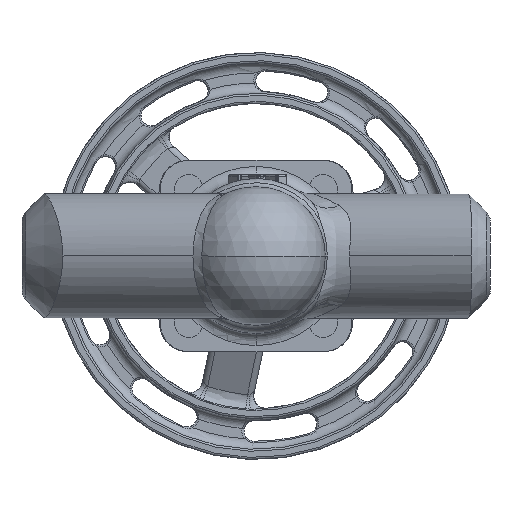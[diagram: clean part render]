
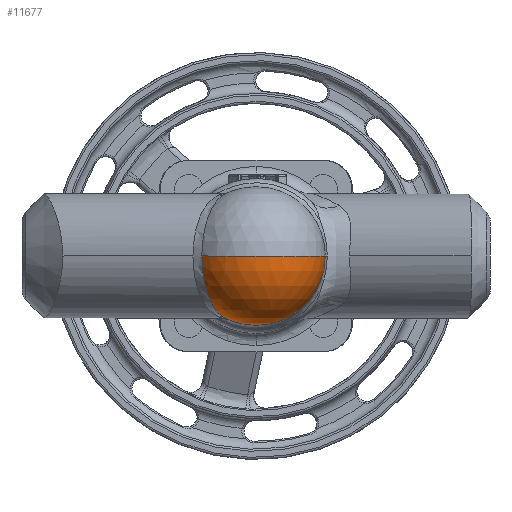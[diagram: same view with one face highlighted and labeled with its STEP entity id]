
A CAD part, front view. The second image highlights one B-rep face of the part: STEP entity #11677.
In plain terms, the highlighted spherical face has radius 34 mm.
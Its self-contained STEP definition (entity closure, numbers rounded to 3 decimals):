
#206 = CARTESIAN_POINT ( 'NONE',  ( -26.581, -66.2, -0.436 ) ) ;
#386 = CARTESIAN_POINT ( 'NONE',  ( -25.749, -64.593, -10.445 ) ) ;
#560 = CARTESIAN_POINT ( 'NONE',  ( -23.423, -60.139, -19.447 ) ) ;
#736 = CARTESIAN_POINT ( 'NONE',  ( -19.816, -53.349, -26.336 ) ) ;
#3453 = DIRECTION ( 'NONE',  ( 0., -1., 0. ) ) ;
#3919 = AXIS2_PLACEMENT_3D ( 'NONE', #28311, #3453, #32528 ) ;
#4278 = B_SPLINE_CURVE_WITH_KNOTS ( 'NONE', 3,
 ( #29247, #206, #33427, #8580, #37553, #12781, #41668, #16950, #45842, #21095, #50002, #25243, #386, #29432, #4563, #33610, #8755, #37734, #12954, #41858, #17119, #46016, #21268, #50184, #25420, #560, #29607, #4753, #33781, #8920, #37904, #13125, #42037, #17294, #46193, #21439, #50346, #25598, #736, #29787, #4930, #33962, #9099, #38077, #13305, #42222, #17454, #46375, #21603, #50521 ),
 .UNSPECIFIED., .F., .F.,
 ( 4, 2, 2, 2, 2, 2, 1, 1, 1, 2, 2, 2, 2, 2, 1, 1, 1, 1, 1, 2, 2, 2, 2, 1, 1, 1, 1, 1, 1, 2, 2, 4 ),
 ( 0.5, 0.516, 0.532, 0.563, 0.625, 0.626, 0.627, 0.629, 0.633, 0.641, 0.657, 0.688, 0.75, 0.751, 0.751, 0.752, 0.754, 0.758, 0.766, 0.781, 0.813, 0.875, 0.875, 0.876, 0.876, 0.877, 0.879, 0.883, 0.891, 0.906, 0.938, 1. ),
 .UNSPECIFIED. ) ;
#4563 = CARTESIAN_POINT ( 'NONE',  ( -25.662, -64.427, -10.961 ) ) ;
#4753 = CARTESIAN_POINT ( 'NONE',  ( -23.346, -59.993, -19.653 ) ) ;
#4930 = CARTESIAN_POINT ( 'NONE',  ( -19.765, -53.253, -26.405 ) ) ;
#5580 = CARTESIAN_POINT ( 'NONE',  ( 0., -45., 0. ) ) ;
#7364 = FACE_OUTER_BOUND ( 'NONE', #14625, .T. ) ;
#7810 = CARTESIAN_POINT ( 'NONE',  ( -26.581, -66.2, 0. ) ) ;
#8580 = CARTESIAN_POINT ( 'NONE',  ( -26.559, -66.161, -1.741 ) ) ;
#8755 = CARTESIAN_POINT ( 'NONE',  ( -25.503, -64.12, -11.841 ) ) ;
#8920 = CARTESIAN_POINT ( 'NONE',  ( -23.027, -59.387, -20.471 ) ) ;
#9099 = CARTESIAN_POINT ( 'NONE',  ( -19.557, -52.866, -26.678 ) ) ;
#9755 = DIRECTION ( 'NONE',  ( -1., 0., 0. ) ) ;
#10797 = CARTESIAN_POINT ( 'NONE',  ( 0., -79., 0. ) ) ;
#11053 = DIRECTION ( 'NONE',  ( 0., 0., 1. ) ) ;
#11677 = ADVANCED_FACE ( 'NONE', ( #7364 ), #25504, .T. ) ;
#12605 = ORIENTED_EDGE ( 'NONE', *, *, #23068, .T. ) ;
#12781 = CARTESIAN_POINT ( 'NONE',  ( -26.495, -66.042, -3.464 ) ) ;
#12954 = CARTESIAN_POINT ( 'NONE',  ( -25.189, -63.517, -13.393 ) ) ;
#13125 = CARTESIAN_POINT ( 'NONE',  ( -22.437, -58.266, -21.847 ) ) ;
#13165 = VERTEX_POINT ( 'NONE', #7810 ) ;
#13305 = CARTESIAN_POINT ( 'NONE',  ( -19.021, -51.87, -27.335 ) ) ;
#13599 = DIRECTION ( 'NONE',  ( 0., 0., -1. ) ) ;
#14043 = CIRCLE ( 'NONE', #3919, 34. ) ;
#14625 = EDGE_LOOP ( 'NONE', ( #26265, #41100, #32028, #12605 ) ) ;
#16950 = CARTESIAN_POINT ( 'NONE',  ( -26.247, -65.562, -6.878 ) ) ;
#17119 = CARTESIAN_POINT ( 'NONE',  ( -24.436, -62.072, -16.445 ) ) ;
#17294 = CARTESIAN_POINT ( 'NONE',  ( -21.254, -56.033, -24.198 ) ) ;
#17454 = CARTESIAN_POINT ( 'NONE',  ( -18.139, -50.24, -28.289 ) ) ;
#20331 = VERTEX_POINT ( 'NONE', #23445 ) ;
#20381 = AXIS2_PLACEMENT_3D ( 'NONE', #35831, #11053, #39966 ) ;
#21095 = CARTESIAN_POINT ( 'NONE',  ( -25.772, -64.639, -10.3 ) ) ;
#21268 = CARTESIAN_POINT ( 'NONE',  ( -23.444, -60.18, -19.389 ) ) ;
#21439 = CARTESIAN_POINT ( 'NONE',  ( -19.83, -53.375, -26.317 ) ) ;
#21603 = CARTESIAN_POINT ( 'NONE',  ( -16.162, -46.625, -29.93 ) ) ;
#22519 = CIRCLE ( 'NONE', #44150, 34. ) ;
#23068 = EDGE_CURVE ( 'NONE', #13165, #36737, #4278, .T. ) ;
#23445 = CARTESIAN_POINT ( 'NONE',  ( 34., -45., 0. ) ) ;
#25243 = CARTESIAN_POINT ( 'NONE',  ( -25.761, -64.617, -10.372 ) ) ;
#25420 = CARTESIAN_POINT ( 'NONE',  ( -23.434, -60.16, -19.417 ) ) ;
#25504 = SPHERICAL_SURFACE ( 'NONE', #50325, 34. ) ;
#25598 = CARTESIAN_POINT ( 'NONE',  ( -19.824, -53.362, -26.327 ) ) ;
#26265 = ORIENTED_EDGE ( 'NONE', *, *, #45952, .T. ) ;
#28311 = CARTESIAN_POINT ( 'NONE',  ( 0., -45., 0. ) ) ;
#29014 = CARTESIAN_POINT ( 'NONE',  ( -15.26, -45., -30.383 ) ) ;
#29247 = CARTESIAN_POINT ( 'NONE',  ( -26.581, -66.2, 0. ) ) ;
#29432 = CARTESIAN_POINT ( 'NONE',  ( -25.72, -64.539, -10.617 ) ) ;
#29607 = CARTESIAN_POINT ( 'NONE',  ( -23.397, -60.091, -19.515 ) ) ;
#29787 = CARTESIAN_POINT ( 'NONE',  ( -19.799, -53.317, -26.359 ) ) ;
#32028 = ORIENTED_EDGE ( 'NONE', *, *, #34213, .F. ) ;
#32340 = CIRCLE ( 'NONE', #20381, 34. ) ;
#32528 = DIRECTION ( 'NONE',  ( 1., 0., 0. ) ) ;
#33427 = CARTESIAN_POINT ( 'NONE',  ( -26.577, -66.192, -0.873 ) ) ;
#33610 = CARTESIAN_POINT ( 'NONE',  ( -25.61, -64.326, -11.255 ) ) ;
#33781 = CARTESIAN_POINT ( 'NONE',  ( -23.241, -59.794, -19.926 ) ) ;
#33962 = CARTESIAN_POINT ( 'NONE',  ( -19.696, -53.125, -26.497 ) ) ;
#34213 = EDGE_CURVE ( 'NONE', #13165, #40049, #32340, .T. ) ;
#34583 = DIRECTION ( 'NONE',  ( 0., 0., -1. ) ) ;
#35831 = CARTESIAN_POINT ( 'NONE',  ( 0., -45., 0. ) ) ;
#36332 = CARTESIAN_POINT ( 'NONE',  ( 0., -45., 0. ) ) ;
#36737 = VERTEX_POINT ( 'NONE', #29014 ) ;
#37553 = CARTESIAN_POINT ( 'NONE',  ( -26.546, -66.137, -2.173 ) ) ;
#37734 = CARTESIAN_POINT ( 'NONE',  ( -25.427, -63.975, -12.23 ) ) ;
#37904 = CARTESIAN_POINT ( 'NONE',  ( -22.835, -59.021, -20.932 ) ) ;
#38077 = CARTESIAN_POINT ( 'NONE',  ( -19.273, -52.339, -27.036 ) ) ;
#39966 = DIRECTION ( 'NONE',  ( 1., 0., 0. ) ) ;
#40049 = VERTEX_POINT ( 'NONE', #10797 ) ;
#41100 = ORIENTED_EDGE ( 'NONE', *, *, #45230, .T. ) ;
#41668 = CARTESIAN_POINT ( 'NONE',  ( -26.445, -65.946, -4.319 ) ) ;
#41858 = CARTESIAN_POINT ( 'NONE',  ( -25.014, -63.18, -14.162 ) ) ;
#42037 = CARTESIAN_POINT ( 'NONE',  ( -22.155, -57.732, -22.446 ) ) ;
#42222 = CARTESIAN_POINT ( 'NONE',  ( -18.502, -50.909, -27.918 ) ) ;
#44112 = DIRECTION ( 'NONE',  ( -1., 0., 0. ) ) ;
#44150 = AXIS2_PLACEMENT_3D ( 'NONE', #5580, #34583, #9755 ) ;
#45230 = EDGE_CURVE ( 'NONE', #20331, #40049, #22519, .T. ) ;
#45842 = CARTESIAN_POINT ( 'NONE',  ( -26.051, -65.176, -8.574 ) ) ;
#45952 = EDGE_CURVE ( 'NONE', #36737, #20331, #14043, .T. ) ;
#46016 = CARTESIAN_POINT ( 'NONE',  ( -23.981, -61.202, -17.938 ) ) ;
#46193 = CARTESIAN_POINT ( 'NONE',  ( -20.581, -54.772, -25.307 ) ) ;
#46375 = CARTESIAN_POINT ( 'NONE',  ( -16.997, -48.142, -29.33 ) ) ;
#50002 = CARTESIAN_POINT ( 'NONE',  ( -25.769, -64.632, -10.322 ) ) ;
#50184 = CARTESIAN_POINT ( 'NONE',  ( -23.441, -60.174, -19.398 ) ) ;
#50325 = AXIS2_PLACEMENT_3D ( 'NONE', #36332, #13599, #44112 ) ;
#50346 = CARTESIAN_POINT ( 'NONE',  ( -19.828, -53.372, -26.32 ) ) ;
#50521 = CARTESIAN_POINT ( 'NONE',  ( -15.26, -45., -30.383 ) ) ;
